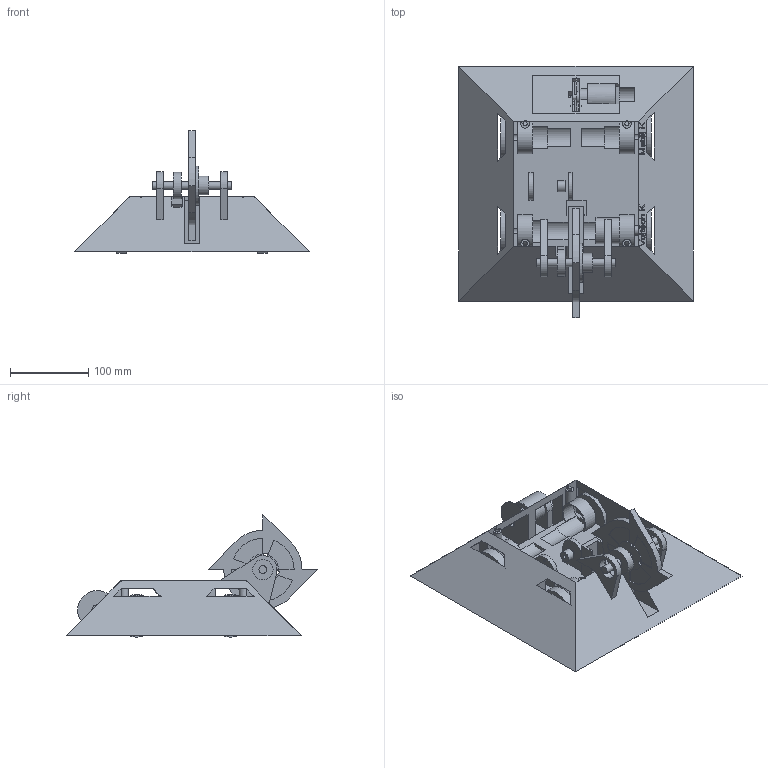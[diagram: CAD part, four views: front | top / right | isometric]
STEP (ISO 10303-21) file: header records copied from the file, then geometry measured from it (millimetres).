
FILE_DESCRIPTION(/* description */ (''),/* implementation_level */ '2;1');
FILE_NAME(/* name */ 'battlebot full.step',/* time_stamp */ '2026-02-28T10:56:43+01:00',/* author */ (''),/* organization */ (''),/* preprocessor_version */ 'ST-DEVELOPER v20.1',/* originating_system */ 'Autodesk Translation Framework v14.24.0.0',/* authorisation */ '');
FILE_SCHEMA (('AUTOMOTIVE_DESIGN { 1 0 10303 214 3 1 1 }'));
Length unit declared in the file: millimetre
Products named in the file (2): 2026-02-11-22-26-04-609; 2026-02-28-09-36-13-474
Assembly tree (1 placements, depth 2):
  2026-02-11-22-26-04-609
    2026-02-28-09-36-13-474
Bounding box: 300 x 321.14 x 156.35 mm (x, y, z)
Volume: 4307186.8 mm3; surface area: 698127.2 mm2
Topology: 16 solids, 16 shells, 1105 faces, 3067 edges, 2028 vertices
Faces by surface type: plane 645, bspline 285, cylinder 175
Full cylindrical faces by diameter (mm): 3 x18, 3.17 x1, 5 x1, 5.5 x17, 6 x2, 6.35 x1, 8 x1, 10 x5, 12 x1, 14 x2, 24 x1, 26 x4, 27.7 x1, 33 x1, 34 x1, 37 x1, 50 x2, 54 x4
Entity records: 38727 total; most frequent: CARTESIAN_POINT 11828, ORIENTED_EDGE 6134, DIRECTION 4427, EDGE_CURVE 3067, LINE 2141, VECTOR 2141, VERTEX_POINT 2028, EDGE_LOOP 1293
